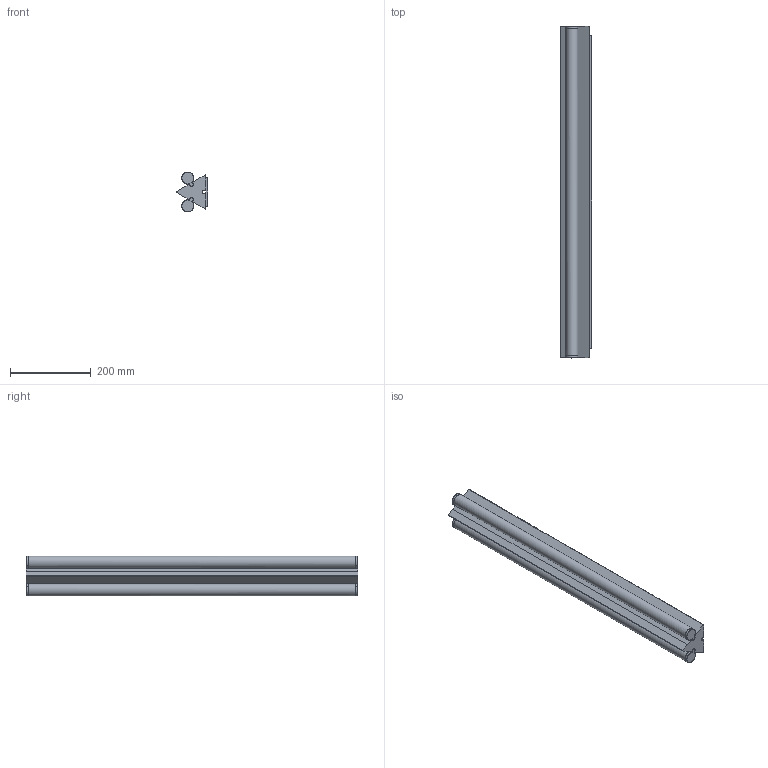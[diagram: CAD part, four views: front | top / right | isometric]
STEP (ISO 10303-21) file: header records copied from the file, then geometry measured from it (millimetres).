
FILE_DESCRIPTION(/* description */ (''),/* implementation_level */ '2;1');
FILE_NAME(/* name */ 'DREISPITZ90 PARETE',/* time_stamp */ '2025-04-17T16:57:02+02:00',/* author */ (''),/* organization */ (''),/* preprocessor_version */ 'ST-DEVELOPER v16.5',/* originating_system */ 'Rhino 7.37',/* authorisation */ '');
FILE_SCHEMA (('AUTOMOTIVE_DESIGN'));
Length unit declared in the file: millimetre
Products named in the file (1): Document
Bounding box: 78.91 x 822 x 98.82 mm (x, y, z)
Volume: 4014322.2 mm3; surface area: 553761.3 mm2
Topology: 8 solids, 8 shells, 121 faces, 299 edges, 194 vertices
Faces by surface type: plane 42, cylinder 40, bspline 39
Entity records: 5913 total; most frequent: CARTESIAN_POINT 4070, ORIENTED_EDGE 598, EDGE_CURVE 299, VERTEX_POINT 194, ADVANCED_FACE 121, FACE_OUTER_BOUND 121, EDGE_LOOP 121, DIRECTION 86
